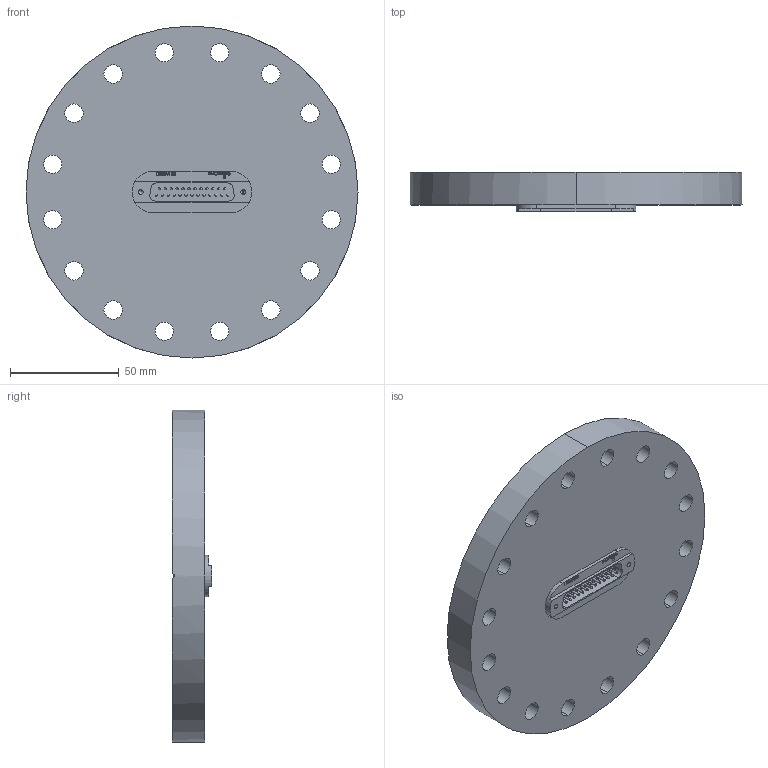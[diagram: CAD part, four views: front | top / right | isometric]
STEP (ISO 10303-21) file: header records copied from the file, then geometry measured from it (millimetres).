
FILE_DESCRIPTION (( 'STEP AP214' ), '1' );
FILE_NAME ('210-D25-C100_00.STEP', '2025-02-25T12:19:22', ( '' ), ( '' ), 'SwSTEP 2.0', 'SolidWorks 2022', '' );
FILE_SCHEMA (( 'AUTOMOTIVE_DESIGN' ));
Length unit declared in the file: millimetre
Products named in the file (5): 9210-PIN-FENI_Pin vergoldet; 210-D25-C100_00; 9210-D25-C100_CF100; 218-D9-37-SS_218-D25-SS; 9218-D9-37-SS-V22_25pin 1mm beschr. allectra
Assembly tree (28 placements, depth 3):
  210-D25-C100_00
    9210-D25-C100_CF100
    218-D9-37-SS_218-D25-SS
      9218-D9-37-SS-V22_25pin 1mm beschr. allectra
      9210-PIN-FENI_Pin vergoldet  x25
Bounding box: 152.4 x 18.2 x 152.4 mm (x, y, z)
Volume: 243985.8 mm3; surface area: 56044.5 mm2
Topology: 27 solids, 27 shells, 445 faces, 1241 edges, 818 vertices
Faces by surface type: cylinder 206, plane 148, sphere 50, bspline 27, cone 12, torus 2
Entity records: 13267 total; most frequent: CARTESIAN_POINT 3775, DIRECTION 1915, ORIENTED_EDGE 1878, EDGE_CURVE 939, AXIS2_PLACEMENT_3D 680, VERTEX_POINT 622, LINE 555, VECTOR 555
